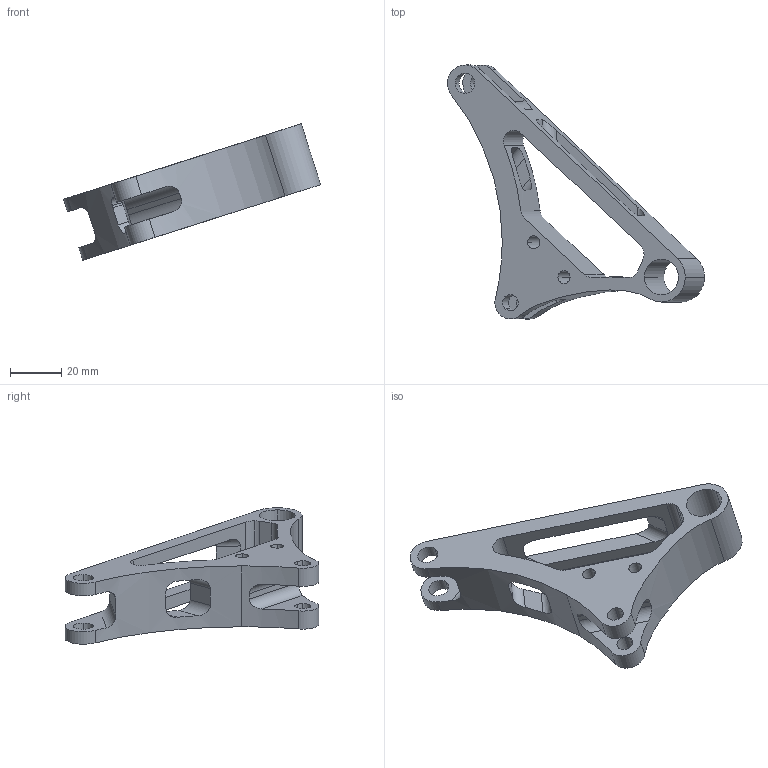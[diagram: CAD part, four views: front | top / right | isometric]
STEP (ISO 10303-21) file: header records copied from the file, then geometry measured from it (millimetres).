
FILE_DESCRIPTION (( 'STEP AP214' ), '1' );
FILE_NAME ('Rear Rockers V3.STEP', '2024-10-06T18:56:55', ( '' ), ( '' ), 'SwSTEP 2.0', 'SolidWorks 2024', '' );
FILE_SCHEMA (( 'AUTOMOTIVE_DESIGN' ));
Length unit declared in the file: inch
Products named in the file (1): Rear Rockers V3
Bounding box: 100.61 x 99.37 x 53.38 mm (x, y, z)
Volume: 44426 mm3; surface area: 19088.2 mm2
Topology: 1 solids, 1 shells, 66 faces, 192 edges, 128 vertices
Faces by surface type: cylinder 44, plane 20, bspline 2
Entity records: 2497 total; most frequent: CARTESIAN_POINT 691, ORIENTED_EDGE 384, DIRECTION 360, EDGE_CURVE 192, AXIS2_PLACEMENT_3D 135, VERTEX_POINT 128, VECTOR 90, LINE 90
